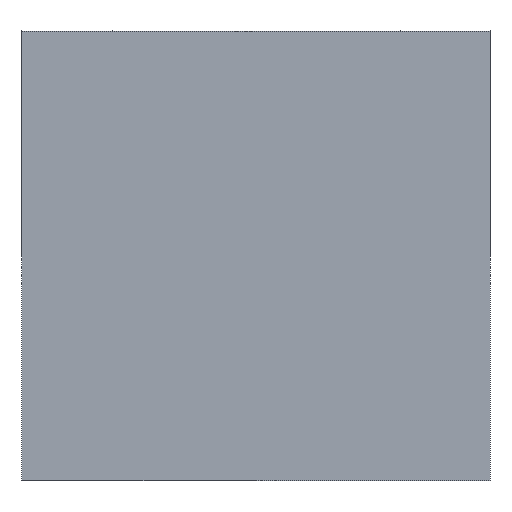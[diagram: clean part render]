
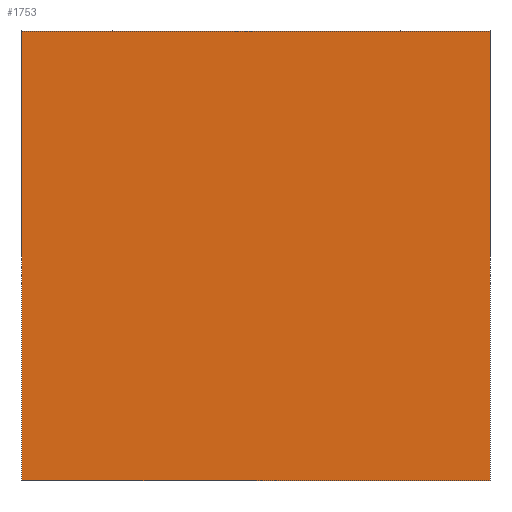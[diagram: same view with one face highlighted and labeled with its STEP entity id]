
A CAD part, front view. The second image highlights one B-rep face of the part: STEP entity #1753.
In plain terms, the highlighted planar face has unit normal (0, -1, 0).
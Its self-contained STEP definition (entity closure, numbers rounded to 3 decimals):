
#72 = PLANE('',#73);
#73 = AXIS2_PLACEMENT_3D('',#74,#75,#76);
#74 = CARTESIAN_POINT('',(0.1,7.046,0.35));
#75 = DIRECTION('',(0.,0.,-1.));
#76 = DIRECTION('',(0.,1.,0.));
#713 = PLANE('',#714);
#714 = AXIS2_PLACEMENT_3D('',#715,#716,#717);
#715 = CARTESIAN_POINT('',(0.1,2.6,5.35));
#716 = DIRECTION('',(0.,0.,-1.));
#717 = DIRECTION('',(0.,1.,0.));
#1349 = VERTEX_POINT('',#1350);
#1350 = CARTESIAN_POINT('',(2.7,-0.4,5.35));
#1364 = PLANE('',#1365);
#1365 = AXIS2_PLACEMENT_3D('',#1366,#1367,#1368);
#1366 = CARTESIAN_POINT('',(2.7,1.6,0.35));
#1367 = DIRECTION('',(1.,0.,0.));
#1368 = DIRECTION('',(0.,-1.,0.));
#1376 = EDGE_CURVE('',#1349,#1377,#1379,.T.);
#1377 = VERTEX_POINT('',#1378);
#1378 = CARTESIAN_POINT('',(-2.5,-0.4,5.35));
#1379 = SURFACE_CURVE('',#1380,(#1384,#1391),.PCURVE_S1.);
#1380 = LINE('',#1381,#1382);
#1381 = CARTESIAN_POINT('',(2.7,-0.4,5.35));
#1382 = VECTOR('',#1383,1.);
#1383 = DIRECTION('',(-1.,0.,0.));
#1384 = PCURVE('',#713,#1385);
#1385 = DEFINITIONAL_REPRESENTATION('',(#1386),#1390);
#1386 = LINE('',#1387,#1388);
#1387 = CARTESIAN_POINT('',(-3.,2.6));
#1388 = VECTOR('',#1389,1.);
#1389 = DIRECTION('',(0.,-1.));
#1390 = ( GEOMETRIC_REPRESENTATION_CONTEXT(2) 
PARAMETRIC_REPRESENTATION_CONTEXT() REPRESENTATION_CONTEXT('2D SPACE',''
  ) );
#1391 = PCURVE('',#1392,#1397);
#1392 = PLANE('',#1393);
#1393 = AXIS2_PLACEMENT_3D('',#1394,#1395,#1396);
#1394 = CARTESIAN_POINT('',(2.7,-0.4,0.35));
#1395 = DIRECTION('',(0.,-1.,0.));
#1396 = DIRECTION('',(-1.,0.,0.));
#1397 = DEFINITIONAL_REPRESENTATION('',(#1398),#1402);
#1398 = LINE('',#1399,#1400);
#1399 = CARTESIAN_POINT('',(0.,-5.));
#1400 = VECTOR('',#1401,1.);
#1401 = DIRECTION('',(1.,0.));
#1402 = ( GEOMETRIC_REPRESENTATION_CONTEXT(2) 
PARAMETRIC_REPRESENTATION_CONTEXT() REPRESENTATION_CONTEXT('2D SPACE',''
  ) );
#1420 = PLANE('',#1421);
#1421 = AXIS2_PLACEMENT_3D('',#1422,#1423,#1424);
#1422 = CARTESIAN_POINT('',(-2.5,-0.4,0.35));
#1423 = DIRECTION('',(-1.,0.,0.));
#1424 = DIRECTION('',(0.,1.,0.));
#1659 = EDGE_CURVE('',#1660,#1377,#1662,.T.);
#1660 = VERTEX_POINT('',#1661);
#1661 = CARTESIAN_POINT('',(-2.5,-0.4,0.35));
#1662 = SURFACE_CURVE('',#1663,(#1667,#1674),.PCURVE_S1.);
#1663 = LINE('',#1664,#1665);
#1664 = CARTESIAN_POINT('',(-2.5,-0.4,0.35));
#1665 = VECTOR('',#1666,1.);
#1666 = DIRECTION('',(0.,0.,1.));
#1667 = PCURVE('',#1420,#1668);
#1668 = DEFINITIONAL_REPRESENTATION('',(#1669),#1673);
#1669 = LINE('',#1670,#1671);
#1670 = CARTESIAN_POINT('',(0.,0.));
#1671 = VECTOR('',#1672,1.);
#1672 = DIRECTION('',(0.,-1.));
#1673 = ( GEOMETRIC_REPRESENTATION_CONTEXT(2) 
PARAMETRIC_REPRESENTATION_CONTEXT() REPRESENTATION_CONTEXT('2D SPACE',''
  ) );
#1674 = PCURVE('',#1392,#1675);
#1675 = DEFINITIONAL_REPRESENTATION('',(#1676),#1680);
#1676 = LINE('',#1677,#1678);
#1677 = CARTESIAN_POINT('',(5.2,0.));
#1678 = VECTOR('',#1679,1.);
#1679 = DIRECTION('',(0.,-1.));
#1680 = ( GEOMETRIC_REPRESENTATION_CONTEXT(2) 
PARAMETRIC_REPRESENTATION_CONTEXT() REPRESENTATION_CONTEXT('2D SPACE',''
  ) );
#1753 = ADVANCED_FACE('',(#1754),#1392,.T.);
#1754 = FACE_BOUND('',#1755,.T.);
#1755 = EDGE_LOOP('',(#1756,#1779,#1780,#1781));
#1756 = ORIENTED_EDGE('',*,*,#1757,.T.);
#1757 = EDGE_CURVE('',#1758,#1349,#1760,.T.);
#1758 = VERTEX_POINT('',#1759);
#1759 = CARTESIAN_POINT('',(2.7,-0.4,0.35));
#1760 = SURFACE_CURVE('',#1761,(#1765,#1772),.PCURVE_S1.);
#1761 = LINE('',#1762,#1763);
#1762 = CARTESIAN_POINT('',(2.7,-0.4,0.35));
#1763 = VECTOR('',#1764,1.);
#1764 = DIRECTION('',(0.,0.,1.));
#1765 = PCURVE('',#1392,#1766);
#1766 = DEFINITIONAL_REPRESENTATION('',(#1767),#1771);
#1767 = LINE('',#1768,#1769);
#1768 = CARTESIAN_POINT('',(0.,0.));
#1769 = VECTOR('',#1770,1.);
#1770 = DIRECTION('',(0.,-1.));
#1771 = ( GEOMETRIC_REPRESENTATION_CONTEXT(2) 
PARAMETRIC_REPRESENTATION_CONTEXT() REPRESENTATION_CONTEXT('2D SPACE',''
  ) );
#1772 = PCURVE('',#1364,#1773);
#1773 = DEFINITIONAL_REPRESENTATION('',(#1774),#1778);
#1774 = LINE('',#1775,#1776);
#1775 = CARTESIAN_POINT('',(2.,0.));
#1776 = VECTOR('',#1777,1.);
#1777 = DIRECTION('',(0.,-1.));
#1778 = ( GEOMETRIC_REPRESENTATION_CONTEXT(2) 
PARAMETRIC_REPRESENTATION_CONTEXT() REPRESENTATION_CONTEXT('2D SPACE',''
  ) );
#1779 = ORIENTED_EDGE('',*,*,#1376,.T.);
#1780 = ORIENTED_EDGE('',*,*,#1659,.F.);
#1781 = ORIENTED_EDGE('',*,*,#1782,.F.);
#1782 = EDGE_CURVE('',#1758,#1660,#1783,.T.);
#1783 = SURFACE_CURVE('',#1784,(#1788,#1795),.PCURVE_S1.);
#1784 = LINE('',#1785,#1786);
#1785 = CARTESIAN_POINT('',(2.7,-0.4,0.35));
#1786 = VECTOR('',#1787,1.);
#1787 = DIRECTION('',(-1.,0.,0.));
#1788 = PCURVE('',#1392,#1789);
#1789 = DEFINITIONAL_REPRESENTATION('',(#1790),#1794);
#1790 = LINE('',#1791,#1792);
#1791 = CARTESIAN_POINT('',(0.,0.));
#1792 = VECTOR('',#1793,1.);
#1793 = DIRECTION('',(1.,0.));
#1794 = ( GEOMETRIC_REPRESENTATION_CONTEXT(2) 
PARAMETRIC_REPRESENTATION_CONTEXT() REPRESENTATION_CONTEXT('2D SPACE',''
  ) );
#1795 = PCURVE('',#72,#1796);
#1796 = DEFINITIONAL_REPRESENTATION('',(#1797),#1801);
#1797 = LINE('',#1798,#1799);
#1798 = CARTESIAN_POINT('',(-7.446,2.6));
#1799 = VECTOR('',#1800,1.);
#1800 = DIRECTION('',(0.,-1.));
#1801 = ( GEOMETRIC_REPRESENTATION_CONTEXT(2) 
PARAMETRIC_REPRESENTATION_CONTEXT() REPRESENTATION_CONTEXT('2D SPACE',''
  ) );
